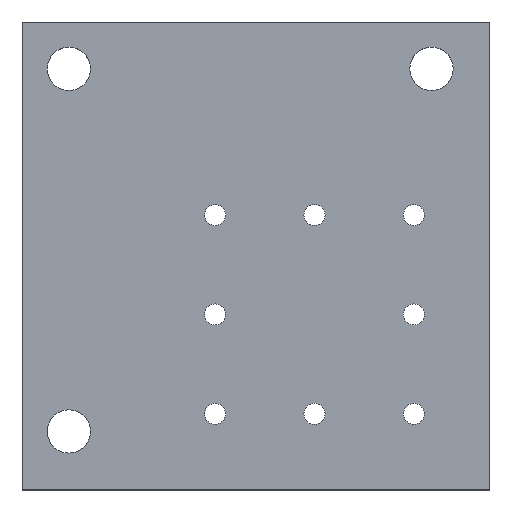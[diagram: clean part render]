
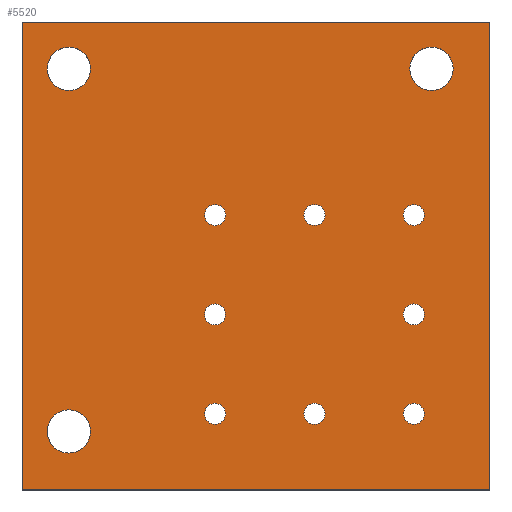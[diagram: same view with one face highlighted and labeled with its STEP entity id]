
A CAD part, top view. The second image highlights one B-rep face of the part: STEP entity #5520.
In plain terms, the highlighted planar face has unit normal (0, 0, 1).
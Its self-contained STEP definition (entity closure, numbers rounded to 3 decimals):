
#120=CARTESIAN_POINT('',(83.25,147.5,15.));
#130=VERTEX_POINT('',#120);
#160=CARTESIAN_POINT('',(92.5,147.5,15.));
#170=DIRECTION('',(0.,0.,-1.));
#180=DIRECTION('',(1.,0.,0.));
#190=AXIS2_PLACEMENT_3D('',#160,#170,#180);
#200=CIRCLE('',#190,9.25);
#210=CARTESIAN_POINT('',(101.75,147.5,15.));
#220=VERTEX_POINT('',#210);
#230=EDGE_CURVE('',#130,#220,#200,.T.);
#540=CARTESIAN_POINT('',(-71.75,147.5,15.));
#550=VERTEX_POINT('',#540);
#580=CARTESIAN_POINT('',(-62.5,147.5,15.));
#590=DIRECTION('',(0.,0.,-1.));
#600=DIRECTION('',(1.,0.,0.));
#610=AXIS2_PLACEMENT_3D('',#580,#590,#600);
#620=CIRCLE('',#610,9.25);
#630=CARTESIAN_POINT('',(-53.25,147.5,15.));
#640=VERTEX_POINT('',#630);
#650=EDGE_CURVE('',#550,#640,#620,.T.);
#960=CARTESIAN_POINT('',(-82.5,-32.5,15.));
#970=VERTEX_POINT('',#960);
#1120=CARTESIAN_POINT('',(-82.5,167.5,15.));
#1130=VERTEX_POINT('',#1120);
#1160=CARTESIAN_POINT('',(-82.5,0.,15.));
#1170=DIRECTION('',(0.,1.,0.));
#1180=VECTOR('',#1170,1.);
#1190=LINE('',#1160,#1180);
#1200=EDGE_CURVE('',#970,#1130,#1190,.T.);
#1720=CARTESIAN_POINT('',(117.5,0.,15.));
#1730=DIRECTION('',(0.,-1.,0.));
#1740=VECTOR('',#1730,1.);
#1750=LINE('',#1720,#1740);
#1760=CARTESIAN_POINT('',(117.5,167.5,15.));
#1770=VERTEX_POINT('',#1760);
#1780=CARTESIAN_POINT('',(117.5,-32.5,15.));
#1790=VERTEX_POINT('',#1780);
#1800=EDGE_CURVE('',#1770,#1790,#1750,.T.);
#3730=CARTESIAN_POINT('',(-53.25,-7.5,15.));
#3740=VERTEX_POINT('',#3730);
#3770=CARTESIAN_POINT('',(-62.5,-7.5,15.));
#3780=DIRECTION('',(0.,0.,-1.));
#3790=DIRECTION('',(1.,0.,0.));
#3800=AXIS2_PLACEMENT_3D('',#3770,#3780,#3790);
#3810=CIRCLE('',#3800,9.25);
#3820=CARTESIAN_POINT('',(-71.75,-7.5,15.));
#3830=VERTEX_POINT('',#3820);
#3840=EDGE_CURVE('',#3740,#3830,#3810,.T.);
#3960=CARTESIAN_POINT('',(-82.,-32.,15.));
#3970=DIRECTION('',(0.,0.,1.));
#3980=DIRECTION('',(1.,0.,0.));
#3990=AXIS2_PLACEMENT_3D('',#3960,#3970,#3980);
#4000=PLANE('',#3990);
#4010=CARTESIAN_POINT('',(85.,85.,15.));
#4020=DIRECTION('',(0.,0.,-1.));
#4030=DIRECTION('',(1.,0.,0.));
#4040=AXIS2_PLACEMENT_3D('',#4010,#4020,#4030);
#4050=CIRCLE('',#4040,4.5);
#4060=CARTESIAN_POINT('',(89.5,85.,15.));
#4070=VERTEX_POINT('',#4060);
#4080=CARTESIAN_POINT('',(80.5,85.,15.));
#4090=VERTEX_POINT('',#4080);
#4100=EDGE_CURVE('',#4070,#4090,#4050,.T.);
#4110=ORIENTED_EDGE('',*,*,#4100,.T.);
#4120=EDGE_CURVE('',#4090,#4070,#4050,.T.);
#4130=ORIENTED_EDGE('',*,*,#4120,.T.);
#4140=EDGE_LOOP('',(#4130,#4110));
#4150=FACE_BOUND('',#4140,.T.);
#4160=CARTESIAN_POINT('',(85.,0.,15.));
#4170=DIRECTION('',(0.,0.,-1.));
#4180=DIRECTION('',(1.,0.,0.));
#4190=AXIS2_PLACEMENT_3D('',#4160,#4170,#4180);
#4200=CIRCLE('',#4190,4.5);
#4210=CARTESIAN_POINT('',(80.5,0.,15.));
#4220=VERTEX_POINT('',#4210);
#4230=CARTESIAN_POINT('',(89.5,0.,15.));
#4240=VERTEX_POINT('',#4230);
#4250=EDGE_CURVE('',#4220,#4240,#4200,.T.);
#4260=ORIENTED_EDGE('',*,*,#4250,.T.);
#4270=EDGE_CURVE('',#4240,#4220,#4200,.T.);
#4280=ORIENTED_EDGE('',*,*,#4270,.T.);
#4290=EDGE_LOOP('',(#4280,#4260));
#4300=FACE_BOUND('',#4290,.T.);
#4310=CARTESIAN_POINT('',(0.,0.,15.)
);
#4320=DIRECTION('',(0.,0.,-1.));
#4330=DIRECTION('',(1.,0.,0.));
#4340=AXIS2_PLACEMENT_3D('',#4310,#4320,#4330);
#4350=CIRCLE('',#4340,4.5);
#4360=CARTESIAN_POINT('',(-4.5,0.,15.));
#4370=VERTEX_POINT('',#4360);
#4380=CARTESIAN_POINT('',(4.5,0.,15.));
#4390=VERTEX_POINT('',#4380);
#4400=EDGE_CURVE('',#4370,#4390,#4350,.T.);
#4410=ORIENTED_EDGE('',*,*,#4400,.T.);
#4420=EDGE_CURVE('',#4390,#4370,#4350,.T.);
#4430=ORIENTED_EDGE('',*,*,#4420,.T.);
#4440=EDGE_LOOP('',(#4430,#4410));
#4450=FACE_BOUND('',#4440,.T.);
#4460=ORIENTED_EDGE('',*,*,#650,.T.);
#4470=EDGE_CURVE('',#640,#550,#620,.T.);
#4480=ORIENTED_EDGE('',*,*,#4470,.T.);
#4490=EDGE_LOOP('',(#4480,#4460));
#4500=FACE_BOUND('',#4490,.T.);
#4510=ORIENTED_EDGE('',*,*,#230,.T.);
#4520=EDGE_CURVE('',#220,#130,#200,.T.);
#4530=ORIENTED_EDGE('',*,*,#4520,.T.);
#4540=EDGE_LOOP('',(#4530,#4510));
#4550=FACE_BOUND('',#4540,.T.);
#4560=EDGE_CURVE('',#3830,#3740,#3810,.T.);
#4570=ORIENTED_EDGE('',*,*,#4560,.T.);
#4580=ORIENTED_EDGE('',*,*,#3840,.T.);
#4590=EDGE_LOOP('',(#4580,#4570));
#4600=FACE_BOUND('',#4590,.T.);
#4610=CARTESIAN_POINT('',(42.5,85.,15.));
#4620=DIRECTION('',(0.,0.,-1.));
#4630=DIRECTION('',(1.,0.,0.));
#4640=AXIS2_PLACEMENT_3D('',#4610,#4620,#4630);
#4650=CIRCLE('',#4640,4.5);
#4660=CARTESIAN_POINT('',(47.,85.,15.));
#4670=VERTEX_POINT('',#4660);
#4680=CARTESIAN_POINT('',(38.,85.,15.));
#4690=VERTEX_POINT('',#4680);
#4700=EDGE_CURVE('',#4670,#4690,#4650,.T.);
#4710=ORIENTED_EDGE('',*,*,#4700,.T.);
#4720=EDGE_CURVE('',#4690,#4670,#4650,.T.);
#4730=ORIENTED_EDGE('',*,*,#4720,.T.);
#4740=EDGE_LOOP('',(#4730,#4710));
#4750=FACE_BOUND('',#4740,.T.);
#4760=CARTESIAN_POINT('',(85.,42.5,15.));
#4770=DIRECTION('',(0.,0.,-1.));
#4780=DIRECTION('',(1.,0.,0.));
#4790=AXIS2_PLACEMENT_3D('',#4760,#4770,#4780);
#4800=CIRCLE('',#4790,4.5);
#4810=CARTESIAN_POINT('',(89.5,42.5,15.));
#4820=VERTEX_POINT('',#4810);
#4830=CARTESIAN_POINT('',(80.5,42.5,15.));
#4840=VERTEX_POINT('',#4830);
#4850=EDGE_CURVE('',#4820,#4840,#4800,.T.);
#4860=ORIENTED_EDGE('',*,*,#4850,.T.);
#4870=EDGE_CURVE('',#4840,#4820,#4800,.T.);
#4880=ORIENTED_EDGE('',*,*,#4870,.T.);
#4890=EDGE_LOOP('',(#4880,#4860));
#4900=FACE_BOUND('',#4890,.T.);
#4910=CARTESIAN_POINT('',(42.5,0.,15.));
#4920=DIRECTION('',(0.,0.,-1.));
#4930=DIRECTION('',(1.,0.,0.));
#4940=AXIS2_PLACEMENT_3D('',#4910,#4920,#4930);
#4950=CIRCLE('',#4940,4.5);
#4960=CARTESIAN_POINT('',(47.,0.,15.));
#4970=VERTEX_POINT('',#4960);
#4980=CARTESIAN_POINT('',(38.,0.,15.));
#4990=VERTEX_POINT('',#4980);
#5000=EDGE_CURVE('',#4970,#4990,#4950,.T.);
#5010=ORIENTED_EDGE('',*,*,#5000,.T.);
#5020=EDGE_CURVE('',#4990,#4970,#4950,.T.);
#5030=ORIENTED_EDGE('',*,*,#5020,.T.);
#5040=EDGE_LOOP('',(#5030,#5010));
#5050=FACE_BOUND('',#5040,.T.);
#5060=CARTESIAN_POINT('',(0.,42.5,15.));
#5070=DIRECTION('',(0.,0.,-1.));
#5080=DIRECTION('',(1.,0.,0.));
#5090=AXIS2_PLACEMENT_3D('',#5060,#5070,#5080);
#5100=CIRCLE('',#5090,4.5);
#5110=CARTESIAN_POINT('',(-4.5,42.5,15.));
#5120=VERTEX_POINT('',#5110);
#5130=CARTESIAN_POINT('',(4.5,42.5,15.));
#5140=VERTEX_POINT('',#5130);
#5150=EDGE_CURVE('',#5120,#5140,#5100,.T.);
#5160=ORIENTED_EDGE('',*,*,#5150,.T.);
#5170=EDGE_CURVE('',#5140,#5120,#5100,.T.);
#5180=ORIENTED_EDGE('',*,*,#5170,.T.);
#5190=EDGE_LOOP('',(#5180,#5160));
#5200=FACE_BOUND('',#5190,.T.);
#5210=CARTESIAN_POINT('',(0.,85.,15.));
#5220=DIRECTION('',(0.,0.,-1.));
#5230=DIRECTION('',(1.,0.,0.));
#5240=AXIS2_PLACEMENT_3D('',#5210,#5220,#5230);
#5250=CIRCLE('',#5240,4.5);
#5260=CARTESIAN_POINT('',(4.5,85.,15.));
#5270=VERTEX_POINT('',#5260);
#5280=CARTESIAN_POINT('',(-4.5,85.,15.));
#5290=VERTEX_POINT('',#5280);
#5300=EDGE_CURVE('',#5270,#5290,#5250,.T.);
#5310=ORIENTED_EDGE('',*,*,#5300,.T.);
#5320=EDGE_CURVE('',#5290,#5270,#5250,.T.);
#5330=ORIENTED_EDGE('',*,*,#5320,.T.);
#5340=EDGE_LOOP('',(#5330,#5310));
#5350=FACE_BOUND('',#5340,.T.);
#5360=CARTESIAN_POINT('',(0.,-32.5,15.));
#5370=DIRECTION('',(-1.,0.,0.));
#5380=VECTOR('',#5370,1.);
#5390=LINE('',#5360,#5380);
#5400=EDGE_CURVE('',#1790,#970,#5390,.T.);
#5410=ORIENTED_EDGE('',*,*,#5400,.F.);
#5420=ORIENTED_EDGE('',*,*,#1200,.F.);
#5430=CARTESIAN_POINT('',(0.,167.5,15.));
#5440=DIRECTION('',(1.,0.,0.));
#5450=VECTOR('',#5440,1.);
#5460=LINE('',#5430,#5450);
#5470=EDGE_CURVE('',#1130,#1770,#5460,.T.);
#5480=ORIENTED_EDGE('',*,*,#5470,.F.);
#5490=ORIENTED_EDGE('',*,*,#1800,.F.);
#5500=EDGE_LOOP('',(#5490,#5480,#5420,#5410));
#5510=FACE_OUTER_BOUND('',#5500,.T.);
#5520=ADVANCED_FACE('',(#4150,#4300,#4450,#4500,#4550,#4600,#4750,#4900,
#5050,#5200,#5350,#5510),#4000,.T.);
